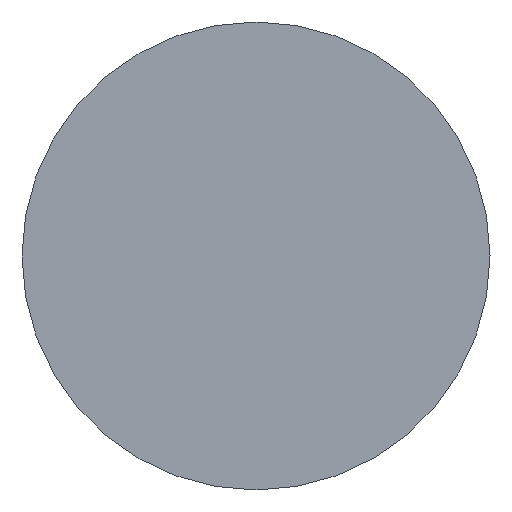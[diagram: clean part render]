
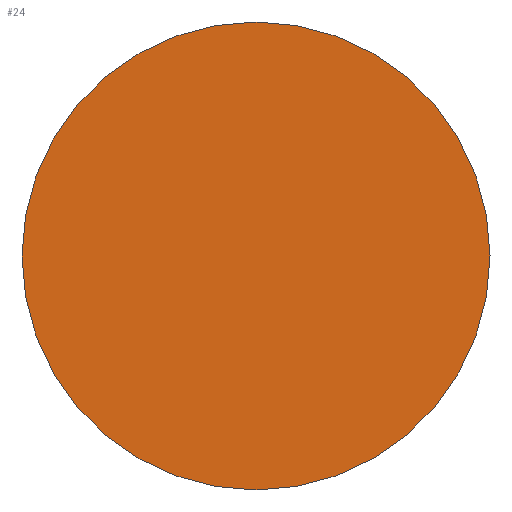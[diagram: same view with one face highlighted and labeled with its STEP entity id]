
A CAD part, front view. The second image highlights one B-rep face of the part: STEP entity #24.
In plain terms, the highlighted planar face has unit normal (0, -1, 0).
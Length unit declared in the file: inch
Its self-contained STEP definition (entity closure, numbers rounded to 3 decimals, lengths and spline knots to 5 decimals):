
#22 = VERTEX_POINT ( 'NONE', #153 ) ;
#24 = ADVANCED_FACE ( 'NONE', ( #445 ), #247, .T. ) ;
#25 = CARTESIAN_POINT ( 'NONE',  ( 0., 0., 0. ) ) ;
#27 = DIRECTION ( 'NONE',  ( 0., -1., 0. ) ) ;
#31 = CARTESIAN_POINT ( 'NONE',  ( 0., 0., 0. ) ) ;
#40 = CIRCLE ( 'NONE', #458, 0.5 ) ;
#47 = CIRCLE ( 'NONE', #100, 0.5 ) ;
#49 = ORIENTED_EDGE ( 'NONE', *, *, #441, .T. ) ;
#56 = VERTEX_POINT ( 'NONE', #407 ) ;
#100 = AXIS2_PLACEMENT_3D ( 'NONE', #31, #27, #251 ) ;
#146 = EDGE_LOOP ( 'NONE', ( #49, #437 ) ) ;
#153 = CARTESIAN_POINT ( 'NONE',  ( 0., 0., -0.5 ) ) ;
#195 = EDGE_CURVE ( 'NONE', #56, #22, #40, .T. ) ;
#247 = PLANE ( 'NONE',  #317 ) ;
#251 = DIRECTION ( 'NONE',  ( 0., 0., -1. ) ) ;
#252 = DIRECTION ( 'NONE',  ( 0., -1., 0. ) ) ;
#284 = CARTESIAN_POINT ( 'NONE',  ( 0., 0., 0. ) ) ;
#311 = DIRECTION ( 'NONE',  ( 0., 0., -1. ) ) ;
#317 = AXIS2_PLACEMENT_3D ( 'NONE', #25, #447, #377 ) ;
#377 = DIRECTION ( 'NONE',  ( 0., 0., -1. ) ) ;
#407 = CARTESIAN_POINT ( 'NONE',  ( 0., 0., 0.5 ) ) ;
#437 = ORIENTED_EDGE ( 'NONE', *, *, #195, .T. ) ;
#441 = EDGE_CURVE ( 'NONE', #22, #56, #47, .T. ) ;
#445 = FACE_OUTER_BOUND ( 'NONE', #146, .T. ) ;
#447 = DIRECTION ( 'NONE',  ( 0., -1., 0. ) ) ;
#458 = AXIS2_PLACEMENT_3D ( 'NONE', #284, #252, #311 ) ;
